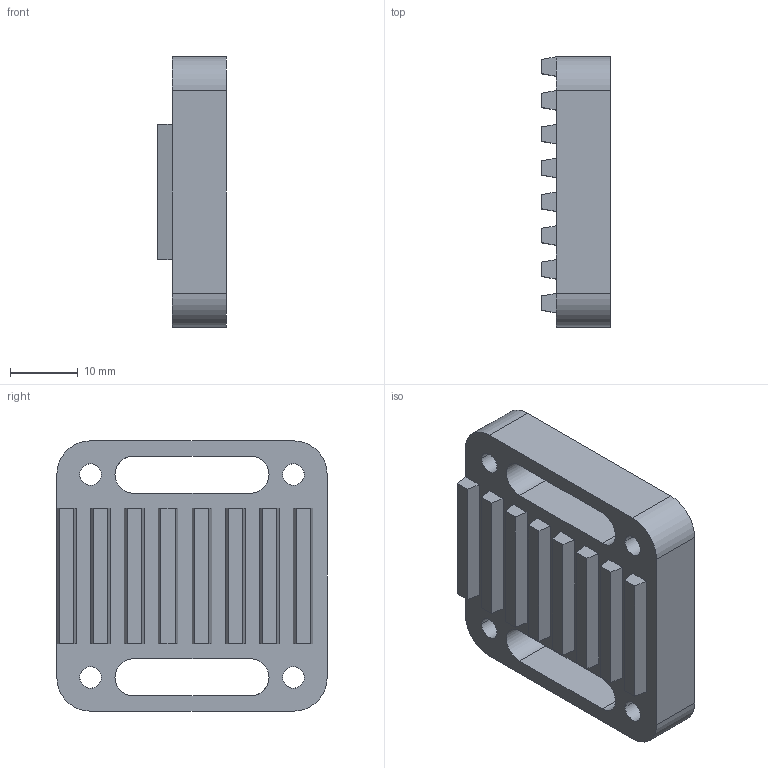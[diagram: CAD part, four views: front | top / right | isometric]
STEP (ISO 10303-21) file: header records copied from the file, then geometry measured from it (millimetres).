
FILE_DESCRIPTION(('CATIA V5 STEP Exchange'),'2;1');
FILE_NAME('Copy (1) of VSOTR1100-Z.Axis - tasme x axis.stp','2022-10-29T12:52:52+00:00',('none'),('none'),'CATIA Version 5 Release 21 GA (IN-10)','CATIA V5 STEP AP203','none');
FILE_SCHEMA(('CONFIG_CONTROL_DESIGN'));
Length unit declared in the file: millimetre
Products named in the file (1): Copy (1) of VSOTR1100-Z.Axis - tasme x axis
Bounding box: 10.1 x 40 x 40 mm (x, y, z)
Volume: 11228.1 mm3; surface area: 5720.8 mm2
Topology: 1 solids, 1 shells, 69 faces, 176 edges, 117 vertices
Faces by surface type: plane 51, cylinder 18
Entity records: 2050 total; most frequent: CARTESIAN_POINT 433, ORIENTED_EDGE 352, DIRECTION 250, EDGE_CURVE 176, VECTOR 140, LINE 140, VERTEX_POINT 117, EDGE_LOOP 89
